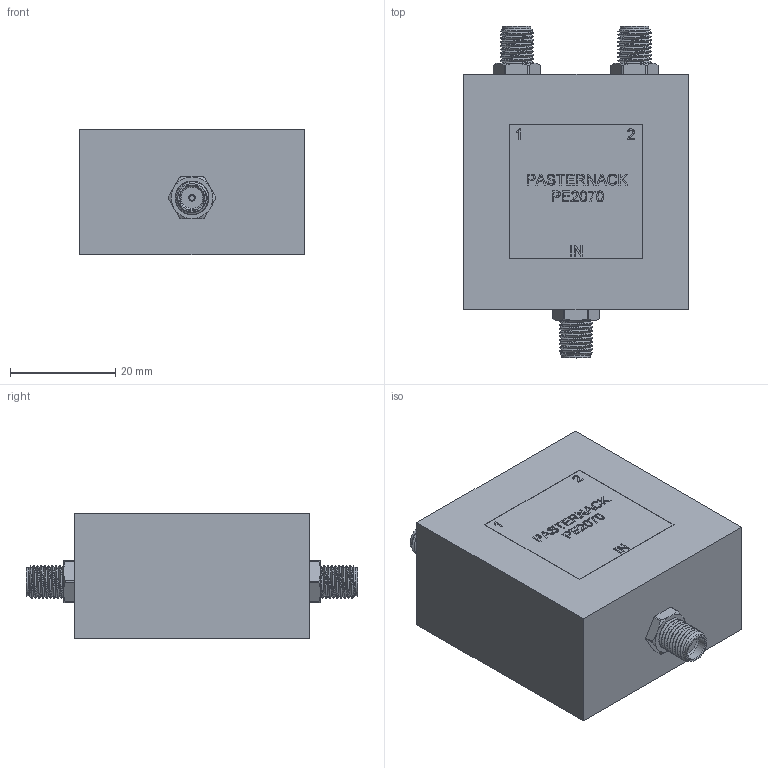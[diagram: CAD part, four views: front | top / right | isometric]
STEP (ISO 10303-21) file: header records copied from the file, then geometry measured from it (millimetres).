
FILE_DESCRIPTION (( 'STEP AP203' ), '1' );
FILE_NAME ('PE2070_3D.step', '2020-08-18T14:49:30', ( '' ), ( '' ), 'SwSTEP 2.0', 'SolidWorks 2018', '' );
FILE_SCHEMA (( 'CONFIG_CONTROL_DESIGN' ));
Length unit declared in the file: inch
Products named in the file (1): PE2070_3D
Bounding box: 42.55 x 62.99 x 23.8 mm (x, y, z)
Volume: 45900.7 mm3; surface area: 9019.5 mm2
Topology: 1 solids, 1 shells, 384 faces, 977 edges, 642 vertices
Faces by surface type: plane 214, bspline 98, cylinder 41, cone 31
Full cylindrical faces by diameter (mm): 0.94 x3, 1.27 x3, 2.261 x4, 2.845 x4, 4.572 x3, 5.385 x3
Entity records: 20570 total; most frequent: CARTESIAN_POINT 12097, ORIENTED_EDGE 1868, DIRECTION 1370, EDGE_CURVE 934, VERTEX_POINT 632, LINE 584, VECTOR 584, EDGE_LOOP 464
